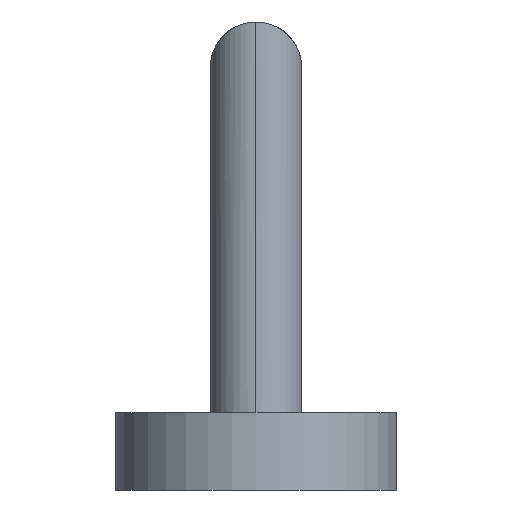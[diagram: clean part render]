
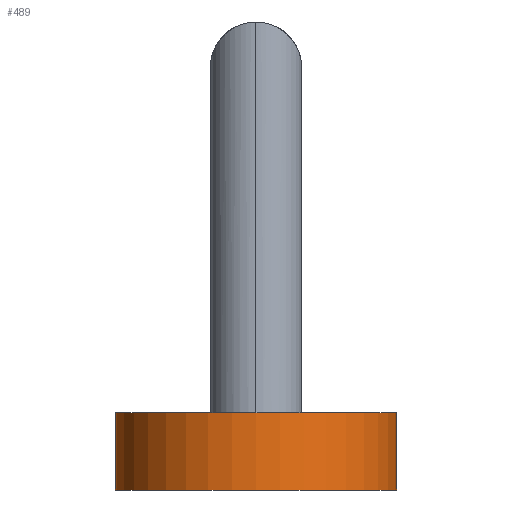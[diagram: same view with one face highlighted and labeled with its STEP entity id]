
A CAD part, left-side view. The second image highlights one B-rep face of the part: STEP entity #489.
In plain terms, the highlighted cylindrical face has radius 20 mm (diameter 40 mm), a partial arc.
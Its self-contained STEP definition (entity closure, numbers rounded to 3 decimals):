
#27 = EDGE_CURVE ( 'NONE', #278, #141, #106, .T. ) ;
#104 = VECTOR ( 'NONE', #515, 1000. ) ;
#106 = LINE ( 'NONE', #754, #104 ) ;
#141 = VERTEX_POINT ( 'NONE', #304 ) ;
#172 = VECTOR ( 'NONE', #464, 1000. ) ;
#174 = LINE ( 'NONE', #443, #172 ) ;
#184 = AXIS2_PLACEMENT_3D ( 'NONE', #611, #618, #625 ) ;
#202 = CIRCLE ( 'NONE', #705, 20. ) ;
#239 = VERTEX_POINT ( 'NONE', #704 ) ;
#278 = VERTEX_POINT ( 'NONE', #734 ) ;
#304 = CARTESIAN_POINT ( 'NONE',  ( 0., 0., 20. ) ) ;
#306 = AXIS2_PLACEMENT_3D ( 'NONE', #448, #470, #445 ) ;
#310 = EDGE_CURVE ( 'NONE', #482, #141, #348, .T. ) ;
#348 = CIRCLE ( 'NONE', #306, 20. ) ;
#387 = DIRECTION ( 'NONE',  ( 0., 0., 1. ) ) ;
#388 = DIRECTION ( 'NONE',  ( 0., 1., 0. ) ) ;
#391 = CARTESIAN_POINT ( 'NONE',  ( 0., -11., 0. ) ) ;
#443 = CARTESIAN_POINT ( 'NONE',  ( 0., -11., -20. ) ) ;
#445 = DIRECTION ( 'NONE',  ( 0., 0., 1. ) ) ;
#448 = CARTESIAN_POINT ( 'NONE',  ( 0., 0., 0. ) ) ;
#464 = DIRECTION ( 'NONE',  ( 0., 1., 0. ) ) ;
#470 = DIRECTION ( 'NONE',  ( 0., 1., 0. ) ) ;
#475 = CYLINDRICAL_SURFACE ( 'NONE', #184, 20. ) ;
#482 = VERTEX_POINT ( 'NONE', #650 ) ;
#489 = ADVANCED_FACE ( 'NONE', ( #677 ), #475, .T. ) ;
#515 = DIRECTION ( 'NONE',  ( 0., 1., 0. ) ) ;
#548 = ORIENTED_EDGE ( 'NONE', *, *, #764, .T. ) ;
#574 = ORIENTED_EDGE ( 'NONE', *, *, #27, .T. ) ;
#594 = ORIENTED_EDGE ( 'NONE', *, *, #310, .F. ) ;
#595 = EDGE_LOOP ( 'NONE', ( #631, #548, #574, #594 ) ) ;
#611 = CARTESIAN_POINT ( 'NONE',  ( 0., -11., 0. ) ) ;
#618 = DIRECTION ( 'NONE',  ( 0., 1., 0. ) ) ;
#625 = DIRECTION ( 'NONE',  ( 0., 0., 1. ) ) ;
#631 = ORIENTED_EDGE ( 'NONE', *, *, #693, .F. ) ;
#650 = CARTESIAN_POINT ( 'NONE',  ( 0., 0., -20. ) ) ;
#677 = FACE_OUTER_BOUND ( 'NONE', #595, .T. ) ;
#693 = EDGE_CURVE ( 'NONE', #239, #482, #174, .T. ) ;
#704 = CARTESIAN_POINT ( 'NONE',  ( 0., -11., -20. ) ) ;
#705 = AXIS2_PLACEMENT_3D ( 'NONE', #391, #388, #387 ) ;
#734 = CARTESIAN_POINT ( 'NONE',  ( 0., -11., 20. ) ) ;
#754 = CARTESIAN_POINT ( 'NONE',  ( 0., -11., 20. ) ) ;
#764 = EDGE_CURVE ( 'NONE', #239, #278, #202, .T. ) ;
